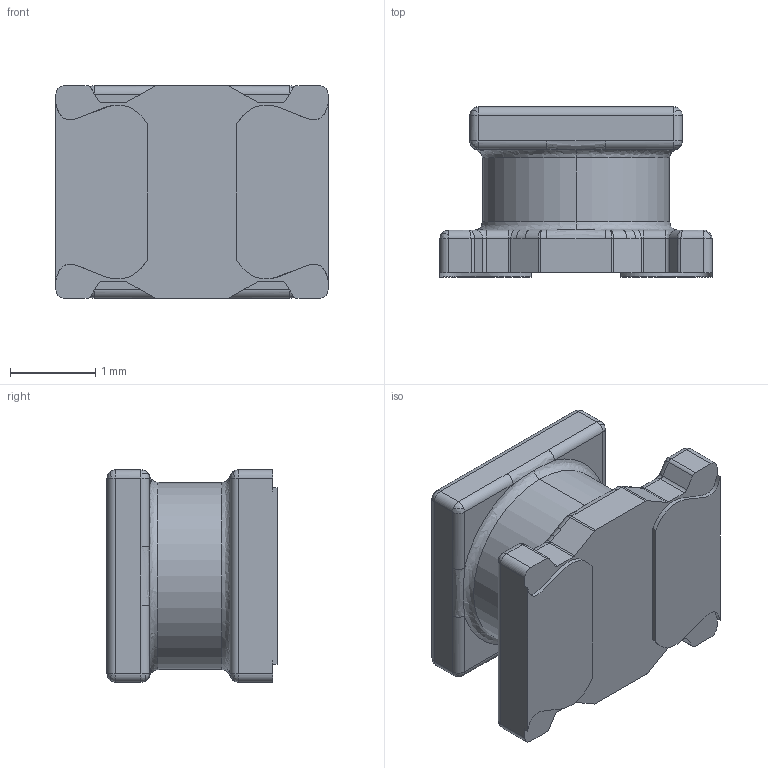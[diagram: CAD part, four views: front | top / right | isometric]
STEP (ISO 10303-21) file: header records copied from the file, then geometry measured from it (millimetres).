
FILE_DESCRIPTION (( 'STEP AP214' ), '1' );
FILE_NAME ('E1EBADD6-084E-4862-896C-52D349EC1411.STEP', '2025-04-08T14:08:09', ( '' ), ( '' ), 'SwSTEP 2.0', 'SolidWorks 2022', '' );
FILE_SCHEMA (( 'AUTOMOTIVE_DESIGN' ));
Length unit declared in the file: millimetre
Products named in the file (1): E1EBADD6-084E-4862-896C-52D349EC1411
Bounding box: 3.2 x 2 x 2.5 mm (x, y, z)
Volume: 10.7 mm3; surface area: 36.1 mm2
Topology: 1 solids, 1 shells, 162 faces, 424 edges, 232 vertices
Faces by surface type: cylinder 64, bspline 58, plane 40
Entity records: 7407 total; most frequent: CARTESIAN_POINT 2123, ORIENTED_EDGE 784, DIRECTION 652, EDGE_CURVE 392, AXIS2_PLACEMENT_3D 243, VERTEX_POINT 232, LINE 166, VECTOR 166
